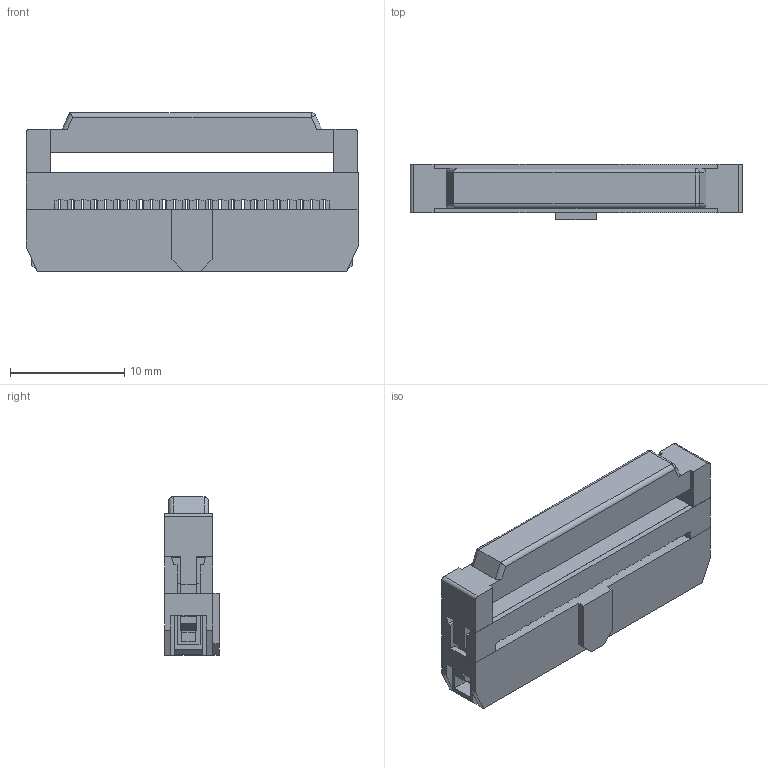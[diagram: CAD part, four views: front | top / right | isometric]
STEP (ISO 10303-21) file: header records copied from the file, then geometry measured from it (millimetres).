
FILE_DESCRIPTION( ( 'Unknown' ), '1' );
FILE_NAME( '62502423021.stp', 'Unknown', ( 'Unknown' ), ( 'Unknown' ), 'PSStep 15.0.49', 'Unknown', ' ' );
FILE_SCHEMA( ( 'AUTOMOTIVE_DESIGN { 1 0 10303 214 1 1 1 1 }' ) );
Length unit declared in the file: millimetre
Products named in the file (5): Assem1; 6250xx23021_PIN; 61202423021; 61202423021_PAD; 61202423021_Strain_relief
Assembly tree (27 placements, depth 2):
  Assem1
    6250xx23021_PIN  x24
    61202423021
    61202423021_PAD
    61202423021_Strain_relief
Bounding box: 29 x 4.8 x 13.85 mm (x, y, z)
Volume: 1168.1 mm3; surface area: 2968.7 mm2
Topology: 27 solids, 27 shells, 1509 faces, 4247 edges, 2786 vertices
Faces by surface type: plane 1066, cylinder 441, sphere 2
Entity records: 25285 total; most frequent: CARTESIAN_POINT 3554, ORIENTED_EDGE 3522, DIRECTION 3231, EDGE_CURVE 1761, LINE 1617, VECTOR 1617, VERTEX_POINT 1130, AXIS2_PLACEMENT_3D 807
